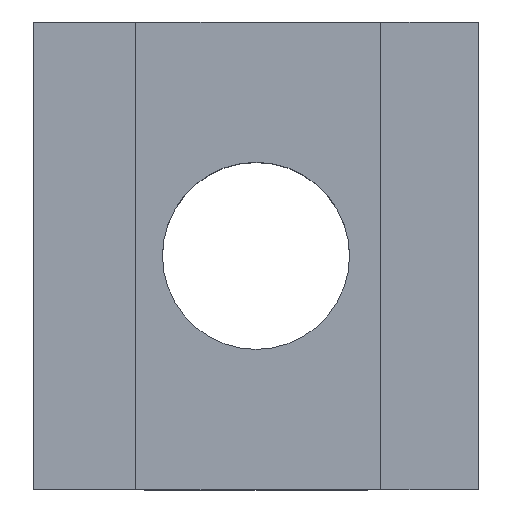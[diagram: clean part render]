
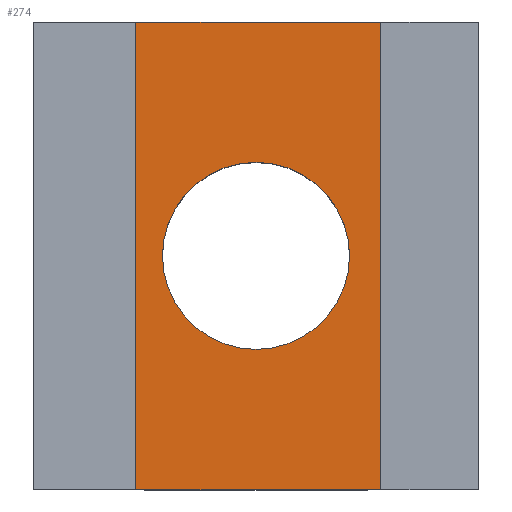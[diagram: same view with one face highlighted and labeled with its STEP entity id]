
A CAD part, top view. The second image highlights one B-rep face of the part: STEP entity #274.
In plain terms, the highlighted planar face has unit normal (0, 0, 1).
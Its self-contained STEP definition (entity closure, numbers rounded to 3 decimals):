
#17=FACE_BOUND('',#40,.T.);
#18=CIRCLE('',#304,2.1);
#24=FACE_OUTER_BOUND('',#39,.T.);
#39=EDGE_LOOP('',(#197,#198,#199,#200));
#40=EDGE_LOOP('',(#201));
#53=LINE('',#398,#87);
#58=LINE('',#408,#92);
#66=LINE('',#424,#100);
#67=LINE('',#425,#101);
#87=VECTOR('',#324,10.);
#92=VECTOR('',#331,10.);
#100=VECTOR('',#341,10.);
#101=VECTOR('',#342,10.);
#121=VERTEX_POINT('',#396);
#122=VERTEX_POINT('',#397);
#126=VERTEX_POINT('',#407);
#133=VERTEX_POINT('',#423);
#134=VERTEX_POINT('',#426);
#145=EDGE_CURVE('',#121,#122,#53,.T.);
#150=EDGE_CURVE('',#121,#126,#58,.T.);
#158=EDGE_CURVE('',#133,#122,#66,.T.);
#159=EDGE_CURVE('',#133,#126,#67,.T.);
#160=EDGE_CURVE('',#134,#134,#18,.T.);
#197=ORIENTED_EDGE('',*,*,#145,.T.);
#198=ORIENTED_EDGE('',*,*,#158,.F.);
#199=ORIENTED_EDGE('',*,*,#159,.T.);
#200=ORIENTED_EDGE('',*,*,#150,.F.);
#201=ORIENTED_EDGE('',*,*,#160,.T.);
#261=PLANE('',#303);
#274=ADVANCED_FACE('',(#24,#17),#261,.F.);
#303=AXIS2_PLACEMENT_3D('',#422,#339,#340);
#304=AXIS2_PLACEMENT_3D('',#427,#343,#344);
#324=DIRECTION('',(0.,1.,0.));
#331=DIRECTION('',(-1.,0.,0.));
#339=DIRECTION('center_axis',(0.,0.,-1.));
#340=DIRECTION('ref_axis',(-1.,0.,0.));
#341=DIRECTION('',(1.,0.,0.));
#342=DIRECTION('',(0.,-1.,0.));
#343=DIRECTION('center_axis',(0.,0.,-1.));
#344=DIRECTION('ref_axis',(1.,0.,0.));
#396=CARTESIAN_POINT('',(2.8,-5.25,0.3));
#397=CARTESIAN_POINT('',(2.8,5.25,0.3));
#398=CARTESIAN_POINT('',(2.8,5.25,0.3));
#407=CARTESIAN_POINT('',(-2.7,-5.25,0.3));
#408=CARTESIAN_POINT('',(1.5,-5.25,0.3));
#422=CARTESIAN_POINT('Origin',(3.,5.25,0.3));
#423=CARTESIAN_POINT('',(-2.7,5.25,0.3));
#424=CARTESIAN_POINT('',(1.5,5.25,0.3));
#425=CARTESIAN_POINT('',(-2.7,5.25,0.3));
#426=CARTESIAN_POINT('',(-2.1,0.,0.3));
#427=CARTESIAN_POINT('Origin',(0.,0.,0.3));
